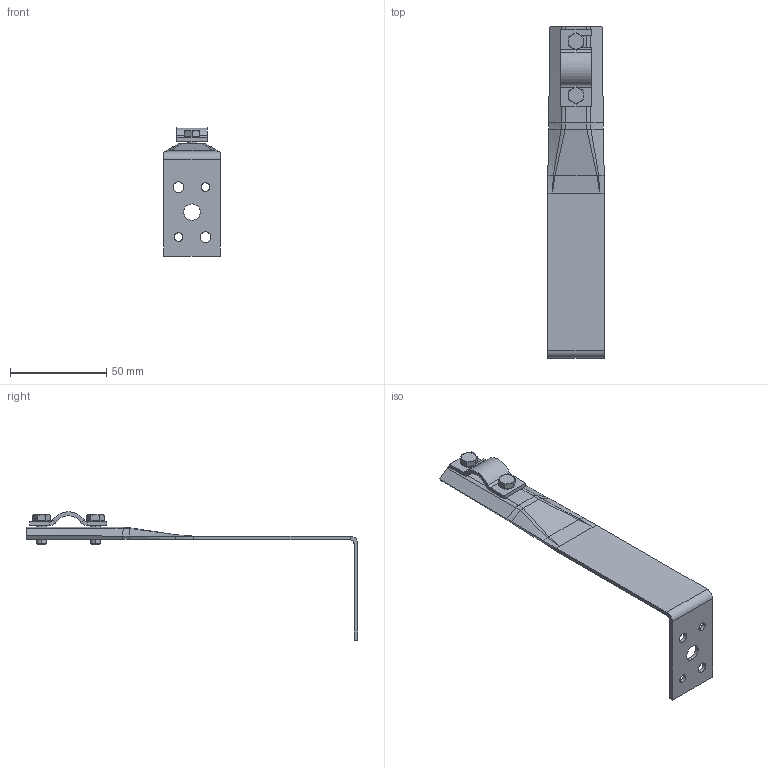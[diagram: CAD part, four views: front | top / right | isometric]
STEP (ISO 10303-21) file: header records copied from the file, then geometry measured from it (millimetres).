
FILE_DESCRIPTION (( 'STEP AP203' ), '1' );
FILE_NAME ('0506 Óãëîâîé äåðæàòåëü, âûñîòà Í-15 (ñì).STEP', '2024-03-05T09:10:46', ( '' ), ( '' ), 'SwSTEP 2.0', 'SolidWorks 2022', '' );
FILE_SCHEMA (( 'CONFIG_CONTROL_DESIGN' ));
Length unit declared in the file: millimetre
Products named in the file (4): hex screw gradeab_iso_ISO 4017 - M5 x 12-N; 0506 Угловой держатель, высота Н-15 (см); 0711.001 Прижим; 0506.001 Держатель
Assembly tree (4 placements, depth 2):
  0506 Угловой держатель, высота Н-15 (см)
    0506.001 Держатель
    0711.001 Прижим
    hex screw gradeab_iso_ISO 4017 - M5 x 12-N  x2
Bounding box: 29.5 x 172.29 x 66.49 mm (x, y, z)
Volume: 14823.9 mm3; surface area: 16422.2 mm2
Topology: 5 solids, 5 shells, 176 faces, 412 edges, 248 vertices
Faces by surface type: plane 67, bspline 52, cylinder 37, cone 16, torus 4
Entity records: 5981 total; most frequent: CARTESIAN_POINT 2553, ORIENTED_EDGE 700, DIRECTION 488, EDGE_CURVE 350, VERTEX_POINT 214, AXIS2_PLACEMENT_3D 186, EDGE_LOOP 162, B_SPLINE_CURVE_WITH_KNOTS 148
